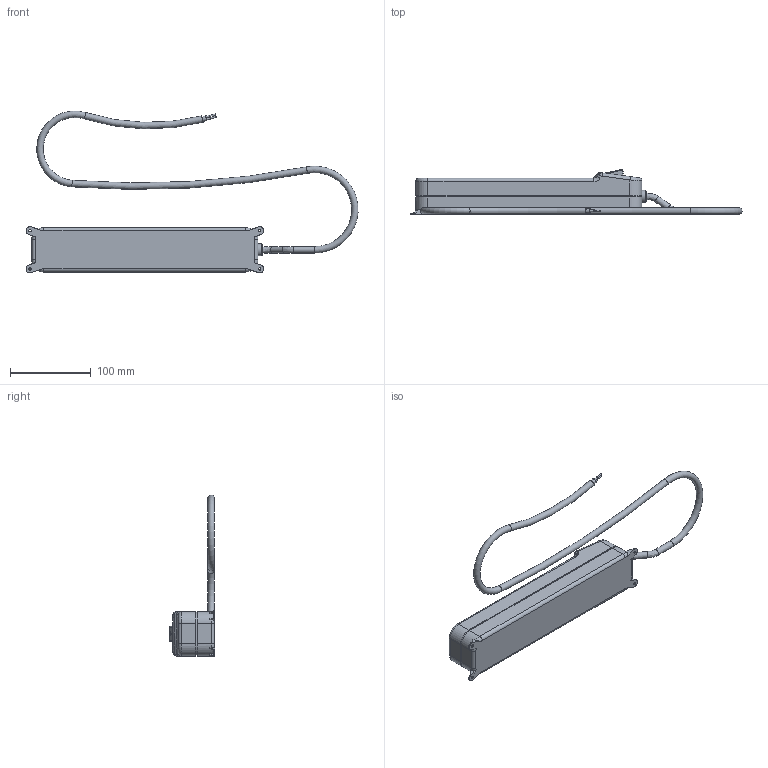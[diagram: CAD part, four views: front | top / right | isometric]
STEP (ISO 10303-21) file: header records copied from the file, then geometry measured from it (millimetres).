
FILE_DESCRIPTION(/* description */ (''),/* implementation_level */ '2;1');
FILE_NAME(/* name */ 'PP1.stp',/* time_stamp */ '2020-06-09T10:20:01+02:00',/* author */ ('Utente'),/* organization */ (''),/* preprocessor_version */ 'ST-DEVELOPER v18.1',/* originating_system */ 'Autodesk Inventor 2021',/* authorisation */ '');
FILE_SCHEMA (('AUTOMOTIVE_DESIGN { 1 0 10303 214 3 1 1 }'));
Length unit declared in the file: millimetre
Products named in the file (1): PP1
Bounding box: 410.97 x 55.97 x 200.47 mm (x, y, z)
Volume: 613884.3 mm3; surface area: 142622.7 mm2
Topology: 20 solids, 20 shells, 900 faces, 2267 edges, 1428 vertices
Faces by surface type: cylinder 383, plane 358, torus 100, bspline 53, sphere 4, cone 2
Full cylindrical faces by diameter (mm): 2 x2, 2.5 x2, 3 x4, 3.965 x1, 5.391 x1, 6 x6, 7.6 x5, 8 x3, 9 x1, 15 x2, 15.1 x1
Entity records: 28017 total; most frequent: CARTESIAN_POINT 5476, DIRECTION 4963, ORIENTED_EDGE 4534, EDGE_CURVE 2267, AXIS2_PLACEMENT_3D 1876, VERTEX_POINT 1428, LINE 1211, VECTOR 1211
